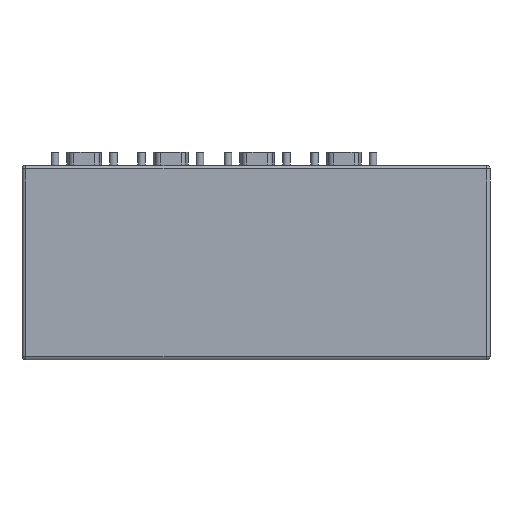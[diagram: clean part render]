
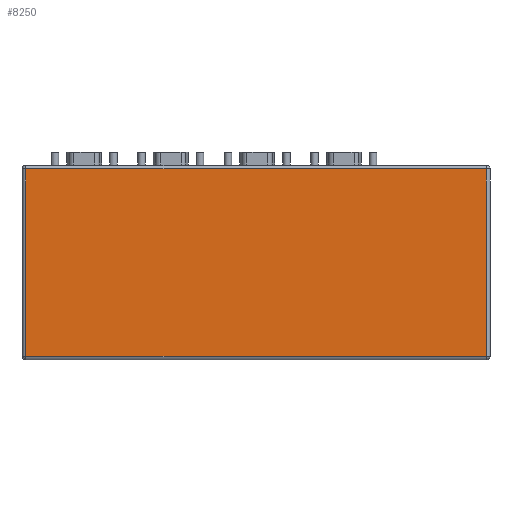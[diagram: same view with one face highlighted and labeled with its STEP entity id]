
A CAD part, front view. The second image highlights one B-rep face of the part: STEP entity #8250.
In plain terms, the highlighted planar face has unit normal (0, -1, 0).
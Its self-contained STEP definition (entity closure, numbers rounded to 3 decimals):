
#225=PLANE('',#8855);
#535=LINE('',#12336,#1356);
#537=LINE('',#12353,#1358);
#542=LINE('',#12363,#1363);
#543=LINE('',#12365,#1364);
#1356=VECTOR('',#9736,10.);
#1358=VECTOR('',#9756,10.);
#1363=VECTOR('',#9767,10.);
#1364=VECTOR('',#9770,10.);
#2350=FACE_OUTER_BOUND('',#2862,.T.);
#2862=EDGE_LOOP('',(#5881,#5882,#5883,#5884));
#3842=VERTEX_POINT('',#12325);
#3845=VERTEX_POINT('',#12332);
#3848=VERTEX_POINT('',#12342);
#3849=VERTEX_POINT('',#12346);
#4628=EDGE_CURVE('',#3842,#3845,#535,.T.);
#4636=EDGE_CURVE('',#3849,#3848,#537,.T.);
#4642=EDGE_CURVE('',#3845,#3849,#542,.T.);
#4643=EDGE_CURVE('',#3848,#3842,#543,.T.);
#5881=ORIENTED_EDGE('',*,*,#4636,.F.);
#5882=ORIENTED_EDGE('',*,*,#4642,.F.);
#5883=ORIENTED_EDGE('',*,*,#4628,.F.);
#5884=ORIENTED_EDGE('',*,*,#4643,.F.);
#8250=ADVANCED_FACE('',(#2350),#225,.F.);
#8855=AXIS2_PLACEMENT_3D('',#12399,#9802,#9803);
#9736=DIRECTION('',(-1.,0.,0.));
#9756=DIRECTION('',(1.,0.,0.));
#9767=DIRECTION('',(0.,0.,1.));
#9770=DIRECTION('',(0.,0.,-1.));
#9802=DIRECTION('center_axis',(0.,1.,0.));
#9803=DIRECTION('ref_axis',(1.,0.,0.));
#12325=CARTESIAN_POINT('',(187.937,-3.,-53.252));
#12332=CARTESIAN_POINT('',(-9.063,-3.,-53.252));
#12336=CARTESIAN_POINT('',(146.437,-3.,-53.252));
#12342=CARTESIAN_POINT('',(187.937,-3.,26.833));
#12346=CARTESIAN_POINT('',(-9.063,-3.,26.833));
#12353=CARTESIAN_POINT('',(46.437,-3.,26.833));
#12363=CARTESIAN_POINT('',(-9.063,-3.,-33.98));
#12365=CARTESIAN_POINT('',(187.937,-3.,7.562));
#12399=CARTESIAN_POINT('Origin',(96.437,-3.,-13.209));
